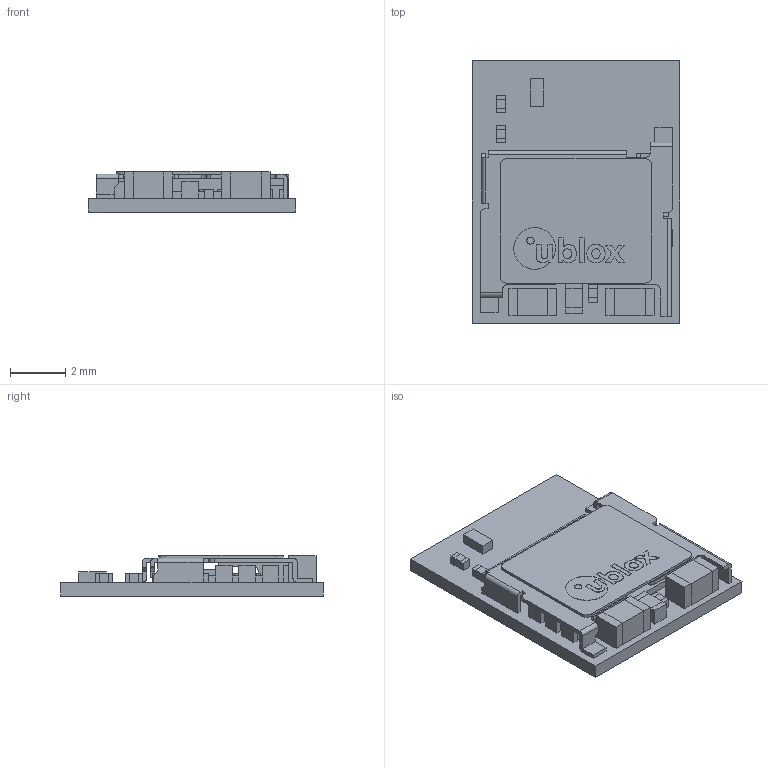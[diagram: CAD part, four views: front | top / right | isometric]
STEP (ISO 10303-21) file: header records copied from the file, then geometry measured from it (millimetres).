
FILE_DESCRIPTION (( 'STEP AP214' ), '1' );
FILE_NAME ('BMD-380.STEP', '2020-06-10T23:06:30', ( '' ), ( '' ), 'SwSTEP 2.0', 'SolidWorks 2017', '' );
FILE_SCHEMA (( 'AUTOMOTIVE_DESIGN' ));
Length unit declared in the file: millimetre
Products named in the file (64): 6568142352; C14; 6568143232; Extruded_12; 6568999040; L2; 6568999440; L5; Extruded_10; 6568136032; 6568143632; Extruded_4; 5983711888; Cylinder; Extruded_2; C7; L1; logo_u_4mm; C4; C3; logo_l_4mm; logo_full_4mm; L4; 6568142672; logo_o_4mm; 6568136432; logo_b_4mm; C8; C18; logo_x_4mm; Extruded_9; Extruded_11; C11; Extruded; C19; Extruded_7; pcb_950_750_051; BMD-380; label-55-45; C10 ...
Assembly tree (120 placements, depth 4):
  BMD-380
    L6
      6568999040
        Extruded
      6568999440  x2
        Extruded_2
    C1
      6568142672
        Extruded_3
      6568142352  x2
        Extruded_4
    C10
      6568142672
        Extruded_3
      6568143232  x2
        Extruded_5
    C11
      6568142672
        Extruded_3
      6568143232  x2
        Extruded_5
    C12
      6568142672
        Extruded_3
      6568143232  x2
        Extruded_5
    C13
      6568142672
        Extruded_3
      6568142352  x2
        Extruded_4
    C14
      6568142672
        Extruded_3
      6568143232  x2
        Extruded_5
    C15
      6568136032
        Extruded_6
      6568136432  x2
        Extruded_7
    C16
      6568143632
        Extruded_8
      6568144272  x2
        Extruded_9
    C17
      6568143632
        Extruded_8
      6568144272  x2
        Extruded_9
    C18
      6568142672
        Extruded_3
      6568143232  x2
        Extruded_5
    C19
      6568143632
        Extruded_8
      6568144272  x2
Bounding box: 7.5 x 9.5 x 1.51 mm (x, y, z)
Volume: 55.1 mm3; surface area: 430.2 mm2
Topology: 141 solids, 141 shells, 1240 faces, 2874 edges, 1916 vertices
Faces by surface type: plane 909, cylinder 276, bspline 55
Entity records: 31344 total; most frequent: CARTESIAN_POINT 5427, DIRECTION 4646, ORIENTED_EDGE 4380, EDGE_CURVE 2190, AXIS2_PLACEMENT_3D 1559, VECTOR 1528, LINE 1528, VERTEX_POINT 1460
